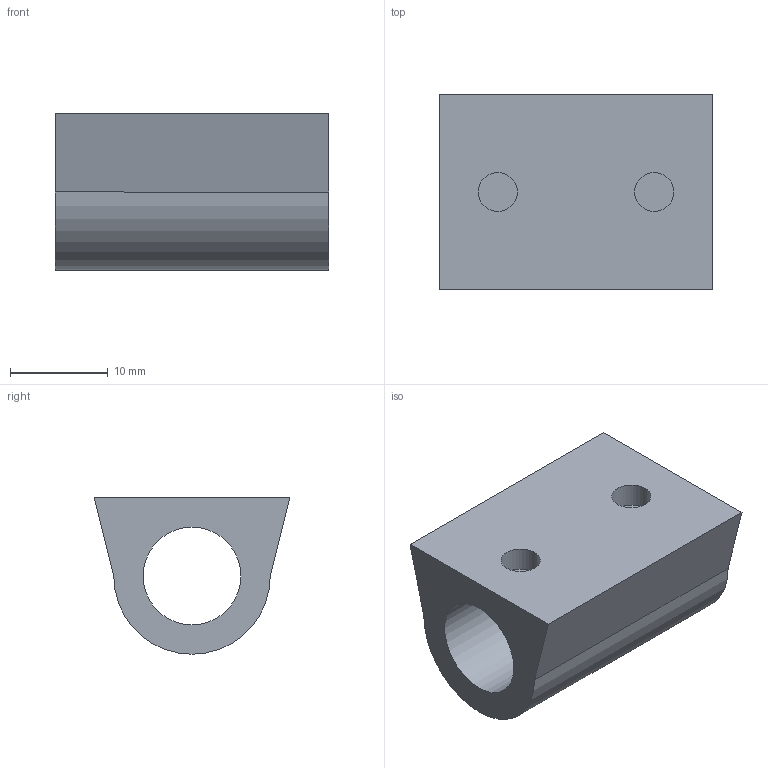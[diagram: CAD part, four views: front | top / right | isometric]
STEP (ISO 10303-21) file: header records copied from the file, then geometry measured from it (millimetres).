
FILE_DESCRIPTION(('STEP AP242'), '1');
FILE_NAME('êðåïëåíèå ïîäøèï', '', ('UNSPECIFIED'), ('UNSPECIFIED'), 'C3D Converter', 'C3D Toolkit', '');
FILE_SCHEMA(('AP242_MANAGED_MODEL_BASED_3D_ENGINEERING_MIM_LF { 1 0 10303 442 1 1 4 }'));
Length unit declared in the file: millimetre
Bounding box: 28 x 20 x 16 mm (x, y, z)
Volume: 4584.9 mm3; surface area: 3000 mm2
Topology: 1 solids, 1 shells, 11 faces, 21 edges, 14 vertices
Faces by surface type: plane 7, cylinder 4
Full cylindrical faces by diameter (mm): 4 x2, 10 x1
Entity records: 395 total; most frequent: DIRECTION 50, CARTESIAN_POINT 44, ORIENTED_EDGE 36, AXIS2_PLACEMENT_3D 20, EDGE_LOOP 18, EDGE_CURVE 18, VERTEX_POINT 14, COLOUR_RGB 12
